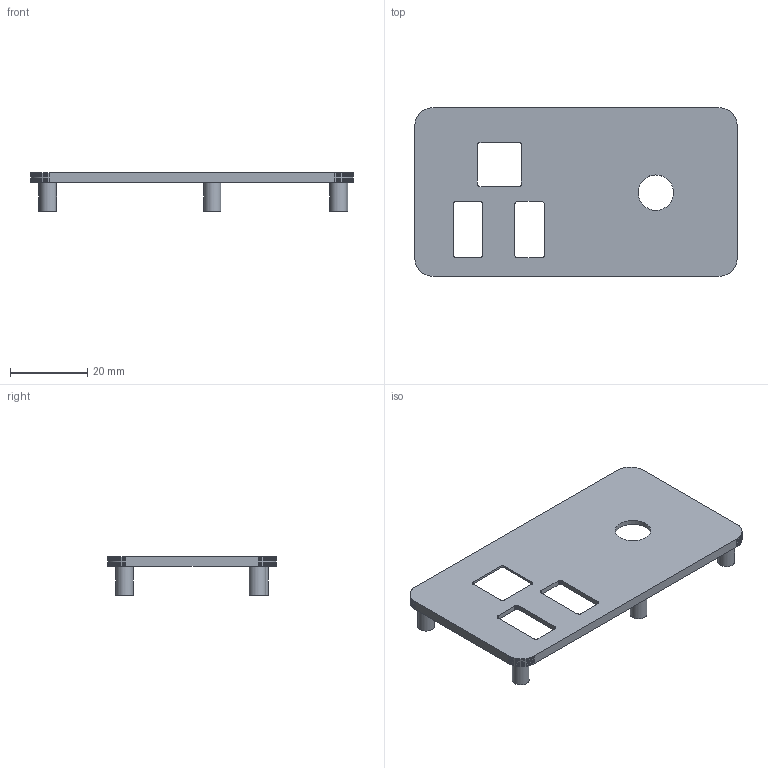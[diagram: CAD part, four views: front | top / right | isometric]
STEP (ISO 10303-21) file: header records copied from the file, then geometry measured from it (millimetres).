
FILE_DESCRIPTION(/* description */ ('Designed by EasyEDA Pro'),/* implementation_level */ '2;1');
FILE_NAME(/* name */ '',/* time_stamp */ '2024-08-28T10:22:22+08:00',/* author */ (''),/* organization */ (''),/* preprocessor_version */ 'ST-DEVELOPER v20',/* originating_system */ 'Autodesk Translation Framework v13.14.0.145',/* authorisation */ '');
FILE_SCHEMA (('AUTOMOTIVE_DESIGN { 1 0 10303 214 3 1 1 }'));
Length unit declared in the file: millimetre
Products named in the file (1): Open CASCADE STEP translator 7.6 1
Bounding box: 83.19 x 43.56 x 10 mm (x, y, z)
Volume: 4867.2 mm3; surface area: 8518.5 mm2
Topology: 1 solids, 1 shells, 517 faces, 1503 edges, 1002 vertices
Faces by surface type: plane 500, cylinder 17
Full cylindrical faces by diameter (mm): 1.8 x6, 4.34 x6, 9.144 x1
Entity records: 16780 total; most frequent: CARTESIAN_POINT 3023, ORIENTED_EDGE 3006, DIRECTION 2573, EDGE_CURVE 1503, LINE 1469, VECTOR 1469, VERTEX_POINT 1002, AXIS2_PLACEMENT_3D 552
